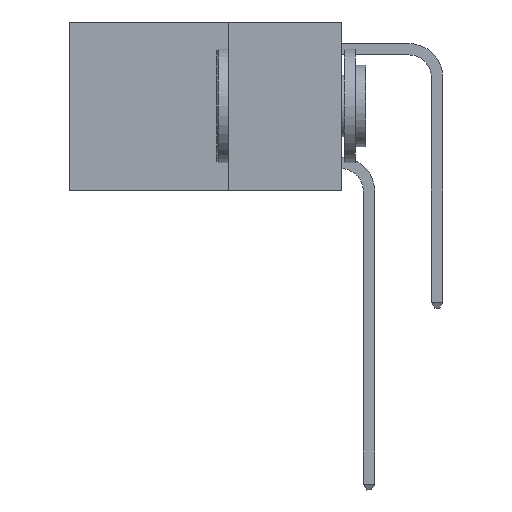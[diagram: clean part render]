
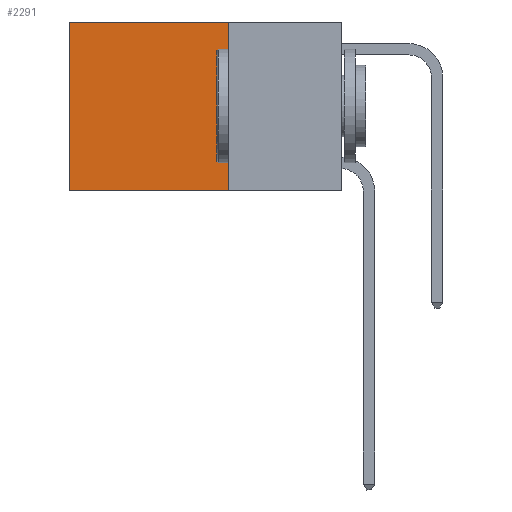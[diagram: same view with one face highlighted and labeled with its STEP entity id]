
A CAD part, left-side view. The second image highlights one B-rep face of the part: STEP entity #2291.
In plain terms, the highlighted planar face has unit normal (-1, 0, 0).
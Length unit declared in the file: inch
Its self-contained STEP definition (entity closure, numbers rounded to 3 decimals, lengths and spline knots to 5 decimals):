
#217 = LINE ( 'NONE', #10571, #8446 ) ;
#345 = LINE ( 'NONE', #9947, #6554 ) ;
#685 = VERTEX_POINT ( 'NONE', #5349 ) ;
#792 = VECTOR ( 'NONE', #3457, 39.37008 ) ;
#1253 = ORIENTED_EDGE ( 'NONE', *, *, #1275, .F. ) ;
#1275 = EDGE_CURVE ( 'NONE', #685, #6889, #345, .T. ) ;
#1285 = DIRECTION ( 'NONE',  ( 1., 0., 0. ) ) ;
#1716 = ORIENTED_EDGE ( 'NONE', *, *, #3133, .T. ) ;
#1795 = VERTEX_POINT ( 'NONE', #2107 ) ;
#1870 = EDGE_LOOP ( 'NONE', ( #6395, #1253, #2019, #1716 ) ) ;
#2019 = ORIENTED_EDGE ( 'NONE', *, *, #5219, .F. ) ;
#2107 = CARTESIAN_POINT ( 'NONE',  ( 0.2625, 0.25, 0. ) ) ;
#2152 = PLANE ( 'NONE',  #7366 ) ;
#2264 = DIRECTION ( 'NONE',  ( 0., 1., 0. ) ) ;
#2291 = ADVANCED_FACE ( 'NONE', ( #9843 ), #2152, .F. ) ;
#2569 = LINE ( 'NONE', #3283, #792 ) ;
#2749 = LINE ( 'NONE', #4449, #10130 ) ;
#3133 = EDGE_CURVE ( 'NONE', #1795, #5326, #2749, .T. ) ;
#3283 = CARTESIAN_POINT ( 'NONE',  ( 0.2625, 0.6, 0. ) ) ;
#3457 = DIRECTION ( 'NONE',  ( 0., 0., -1. ) ) ;
#4449 = CARTESIAN_POINT ( 'NONE',  ( 0.2625, 0.25, 0. ) ) ;
#4738 = DIRECTION ( 'NONE',  ( 0., 0., -1. ) ) ;
#5219 = EDGE_CURVE ( 'NONE', #1795, #685, #217, .T. ) ;
#5326 = VERTEX_POINT ( 'NONE', #8954 ) ;
#5342 = DIRECTION ( 'NONE',  ( 0., 1., 0. ) ) ;
#5349 = CARTESIAN_POINT ( 'NONE',  ( 0.2625, 0.25, -0.37 ) ) ;
#6026 = EDGE_CURVE ( 'NONE', #5326, #6889, #2569, .T. ) ;
#6395 = ORIENTED_EDGE ( 'NONE', *, *, #6026, .T. ) ;
#6554 = VECTOR ( 'NONE', #2264, 39.37008 ) ;
#6681 = CARTESIAN_POINT ( 'NONE',  ( 0.2625, 0.6, -0.37 ) ) ;
#6889 = VERTEX_POINT ( 'NONE', #6681 ) ;
#7063 = DIRECTION ( 'NONE',  ( 0., 0., -1. ) ) ;
#7366 = AXIS2_PLACEMENT_3D ( 'NONE', #9895, #1285, #4738 ) ;
#8446 = VECTOR ( 'NONE', #7063, 39.37008 ) ;
#8954 = CARTESIAN_POINT ( 'NONE',  ( 0.2625, 0.6, 0. ) ) ;
#9843 = FACE_OUTER_BOUND ( 'NONE', #1870, .T. ) ;
#9895 = CARTESIAN_POINT ( 'NONE',  ( 0.2625, 0.25, 0. ) ) ;
#9947 = CARTESIAN_POINT ( 'NONE',  ( 0.2625, 0.25, -0.37 ) ) ;
#10130 = VECTOR ( 'NONE', #5342, 39.37008 ) ;
#10571 = CARTESIAN_POINT ( 'NONE',  ( 0.2625, 0.25, 0. ) ) ;
